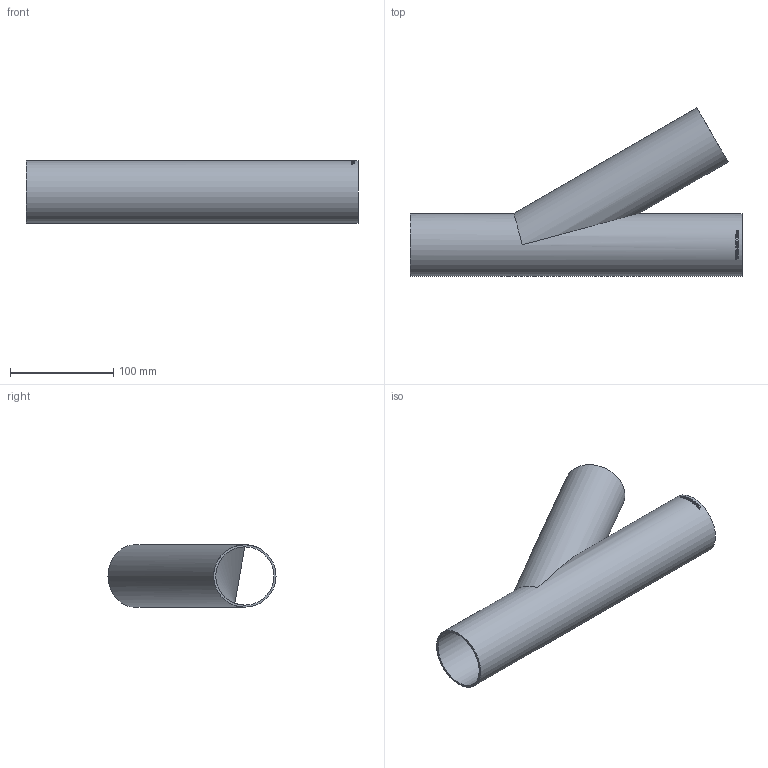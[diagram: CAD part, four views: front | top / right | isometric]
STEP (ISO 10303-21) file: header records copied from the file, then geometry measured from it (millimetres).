
FILE_DESCRIPTION (( 'STEP AP214' ), '1' );
FILE_NAME ('TR30-060X20-x T-Stück 30° Ø60,3 L321 1911.STEP', '2019-11-25T08:27:12', ( '' ), ( '' ), 'SwSTEP 2.0', 'SolidWorks 2016', '' );
FILE_SCHEMA (( 'AUTOMOTIVE_DESIGN' ));
Length unit declared in the file: millimetre
Products named in the file (1): TR30-060X20-x T-Stück 30° Ø60,3 L321   1911
Bounding box: 321 x 162.52 x 60.3 mm (x, y, z)
Volume: 168210 mm3; surface area: 169313.4 mm2
Topology: 1 solids, 1 shells, 179 faces, 480 edges, 320 vertices
Faces by surface type: bspline 116, plane 39, cylinder 24
Full cylindrical faces by diameter (mm): 56.3 x2, 60.3 x2
Entity records: 21793 total; most frequent: CARTESIAN_POINT 16551, ORIENTED_EDGE 932, EDGE_CURVE 466, B_SPLINE_CURVE_WITH_KNOTS 360, VERTEX_POINT 314, DIRECTION 282, EDGE_LOOP 206, FACE_OUTER_BOUND 182
